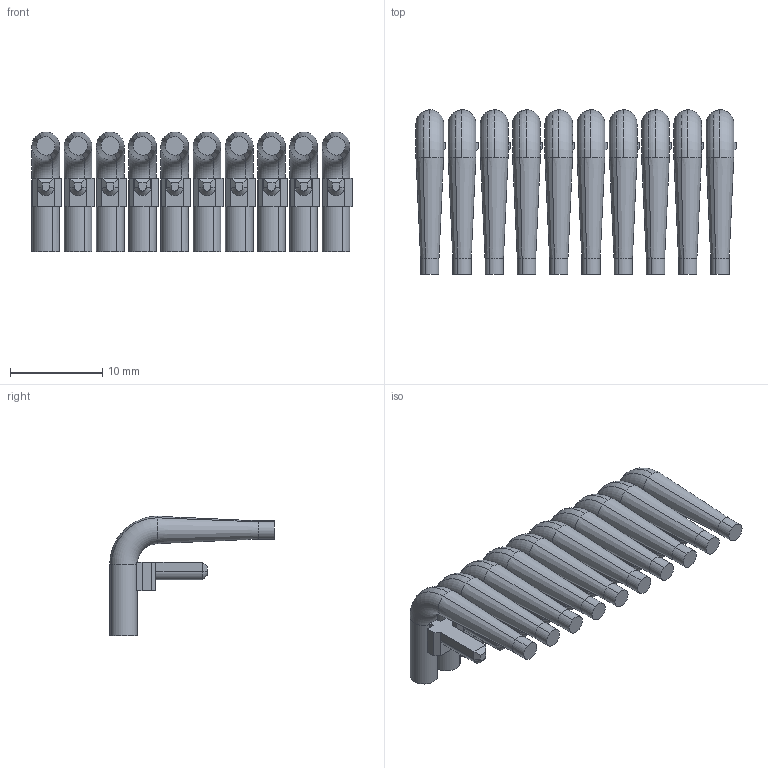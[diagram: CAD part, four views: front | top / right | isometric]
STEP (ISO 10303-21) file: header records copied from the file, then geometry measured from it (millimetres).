
FILE_DESCRIPTION(('CATIA V5 STEP Exchange','CAx-IF Rec.Pracs.--- Model Styling and Organization---1.2---2011-12-15'),'2;1');
FILE_NAME ('D1456700_0_1814590000_1814590000.stp','2018-09-20T15:06:15+00:00',('none'),('Weidmueller'),'CATIA Version 5-6 Release 2014','CATIA V5 STEP AP214','none');
FILE_SCHEMA(('AUTOMOTIVE_DESIGN { 1 0 10303 214 1 1 1 1 }'));
Length unit declared in the file: millimetre
Products named in the file (1): 1814590000
Bounding box: 34.75 x 17.85 x 13 mm (x, y, z)
Volume: 1876 mm3; surface area: 3102.3 mm2
Topology: 20 solids, 20 shells, 310 faces, 750 edges, 480 vertices
Faces by surface type: plane 190, cylinder 60, cone 30, torus 30
Entity records: 8233 total; most frequent: CARTESIAN_POINT 1500, ORIENTED_EDGE 1500, DIRECTION 1118, EDGE_CURVE 750, VECTOR 490, LINE 490, VERTEX_POINT 480, AXIS2_PLACEMENT_3D 430
